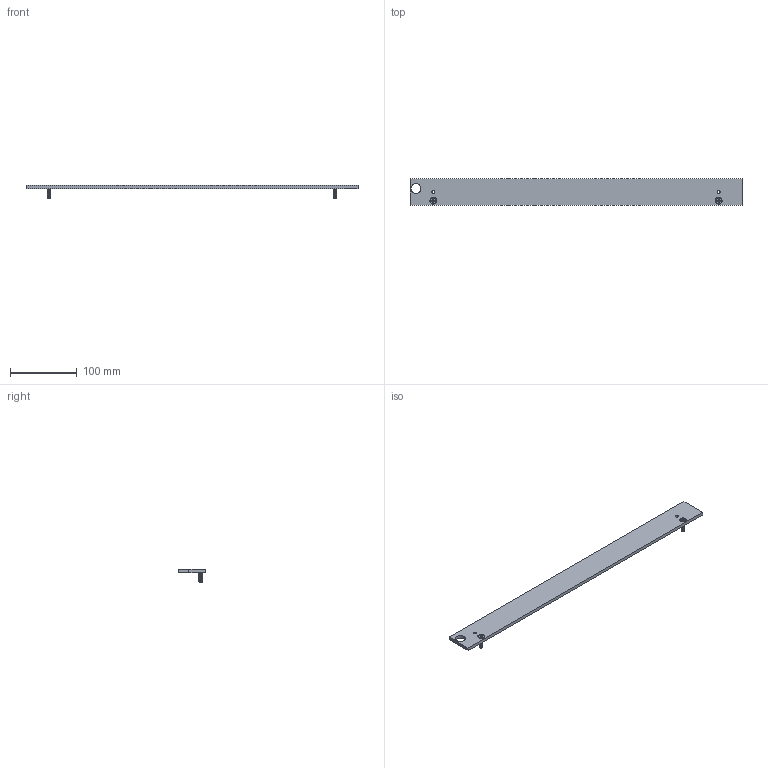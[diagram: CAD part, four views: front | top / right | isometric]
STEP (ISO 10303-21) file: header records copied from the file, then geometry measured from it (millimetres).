
FILE_DESCRIPTION(('CoCreate Modeling STEP Export'),'2;1');
FILE_NAME('TS5000E_EFS_20540-K-013.stp','2011-04-26T17:54:20',(''),(''),'CoCreate Modeling STEP processor for AP214 (Solid Model)','CoCreate Modeling 17.0B 09-Oct-2010 (C) Parametric Technology GmbH','');
FILE_SCHEMA(('AUTOMOTIVE_DESIGN { 1 0 10303 214 1 1 1 1 }'));
Length unit declared in the file: millimetre
Products named in the file (3): MONTAGEPLATTE_E-GLEITSCHIENE; 91420A328; TS5000E_EFS_20540-K-013
Assembly tree (3 placements, depth 2):
  TS5000E_EFS_20540-K-013
    91420A328  x2
    MONTAGEPLATTE_E-GLEITSCHIENE
Bounding box: 498.5 x 40 x 20 mm (x, y, z)
Volume: 98900.1 mm3; surface area: 46340.3 mm2
Topology: 3 solids, 3 shells, 412 faces, 1044 edges, 638 vertices
Faces by surface type: cone 192, cylinder 178, plane 42
Entity records: 8480 total; most frequent: CARTESIAN_POINT 3677, ORIENTED_EDGE 1098, DIRECTION 806, EDGE_CURVE 549, VERTEX_POINT 337, AXIS2_PLACEMENT_3D 288, EDGE_LOOP 230, VECTOR 230
